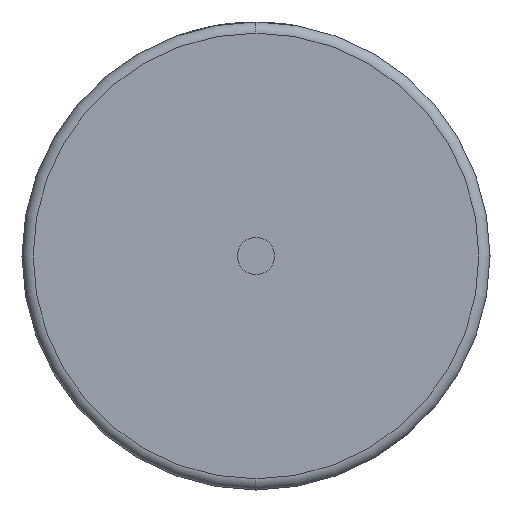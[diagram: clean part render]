
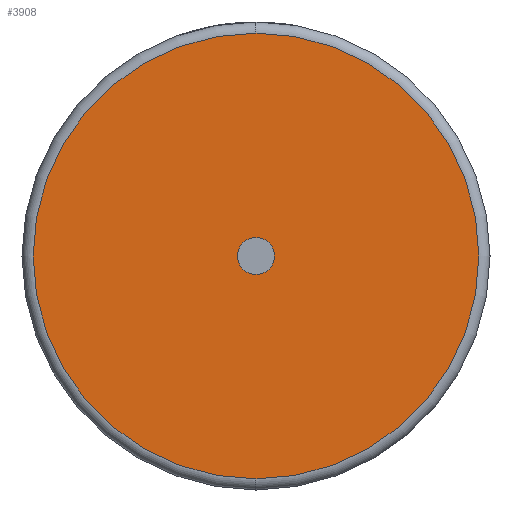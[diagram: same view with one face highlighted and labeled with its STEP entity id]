
A CAD part, left-side view. The second image highlights one B-rep face of the part: STEP entity #3908.
In plain terms, the highlighted planar face has unit normal (-1, 0, 0).
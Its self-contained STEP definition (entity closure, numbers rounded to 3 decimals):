
#98 = CARTESIAN_POINT ( 'NONE',  ( 0., 0., 5. ) ) ;
#193 = ORIENTED_EDGE ( 'NONE', *, *, #2430, .F. ) ;
#268 = EDGE_CURVE ( 'NONE', #1992, #985, #4391, .T. ) ;
#272 = CIRCLE ( 'NONE', #1446, 0.415 ) ;
#330 = CARTESIAN_POINT ( 'NONE',  ( 0., 0., 0. ) ) ;
#519 = VERTEX_POINT ( 'NONE', #821 ) ;
#537 = EDGE_CURVE ( 'NONE', #985, #1992, #2582, .T. ) ;
#700 = DIRECTION ( 'NONE',  ( 0., 0., -1. ) ) ;
#704 = CARTESIAN_POINT ( 'NONE',  ( 0., 0., 0. ) ) ;
#821 = CARTESIAN_POINT ( 'NONE',  ( 0., 0., -0.415 ) ) ;
#985 = VERTEX_POINT ( 'NONE', #98 ) ;
#1142 = AXIS2_PLACEMENT_3D ( 'NONE', #704, #2971, #2555 ) ;
#1227 = DIRECTION ( 'NONE',  ( 0., 0., -1. ) ) ;
#1358 = DIRECTION ( 'NONE',  ( -1., 0., 0. ) ) ;
#1385 = AXIS2_PLACEMENT_3D ( 'NONE', #4534, #4188, #1227 ) ;
#1403 = DIRECTION ( 'NONE',  ( -1., 0., 0. ) ) ;
#1446 = AXIS2_PLACEMENT_3D ( 'NONE', #2148, #1358, #3608 ) ;
#1593 = ORIENTED_EDGE ( 'NONE', *, *, #268, .T. ) ;
#1659 = ORIENTED_EDGE ( 'NONE', *, *, #2274, .F. ) ;
#1678 = CARTESIAN_POINT ( 'NONE',  ( 0., 0., 0.415 ) ) ;
#1764 = DIRECTION ( 'NONE',  ( 1., 0., 0. ) ) ;
#1815 = VERTEX_POINT ( 'NONE', #1678 ) ;
#1992 = VERTEX_POINT ( 'NONE', #4307 ) ;
#2148 = CARTESIAN_POINT ( 'NONE',  ( 0., 0., 0. ) ) ;
#2274 = EDGE_CURVE ( 'NONE', #519, #1815, #3222, .T. ) ;
#2430 = EDGE_CURVE ( 'NONE', #1815, #519, #272, .T. ) ;
#2501 = AXIS2_PLACEMENT_3D ( 'NONE', #4730, #1403, #3632 ) ;
#2535 = PLANE ( 'NONE',  #3024 ) ;
#2555 = DIRECTION ( 'NONE',  ( 0., 0., -1. ) ) ;
#2582 = CIRCLE ( 'NONE', #1142, 5. ) ;
#2971 = DIRECTION ( 'NONE',  ( -1., 0., 0. ) ) ;
#3024 = AXIS2_PLACEMENT_3D ( 'NONE', #330, #1764, #700 ) ;
#3074 = FACE_BOUND ( 'NONE', #4176, .T. ) ;
#3222 = CIRCLE ( 'NONE', #1385, 0.415 ) ;
#3520 = ORIENTED_EDGE ( 'NONE', *, *, #537, .T. ) ;
#3599 = EDGE_LOOP ( 'NONE', ( #1593, #3520 ) ) ;
#3608 = DIRECTION ( 'NONE',  ( 0., 0., -1. ) ) ;
#3632 = DIRECTION ( 'NONE',  ( 0., 0., -1. ) ) ;
#3724 = FACE_OUTER_BOUND ( 'NONE', #3599, .T. ) ;
#3908 = ADVANCED_FACE ( 'NONE', ( #3724, #3074 ), #2535, .F. ) ;
#4176 = EDGE_LOOP ( 'NONE', ( #1659, #193 ) ) ;
#4188 = DIRECTION ( 'NONE',  ( -1., 0., 0. ) ) ;
#4307 = CARTESIAN_POINT ( 'NONE',  ( 0., 0., -5. ) ) ;
#4391 = CIRCLE ( 'NONE', #2501, 5. ) ;
#4534 = CARTESIAN_POINT ( 'NONE',  ( 0., 0., 0. ) ) ;
#4730 = CARTESIAN_POINT ( 'NONE',  ( 0., 0., 0. ) ) ;
